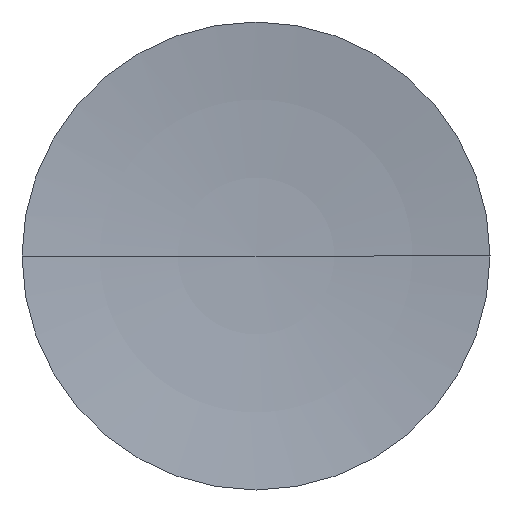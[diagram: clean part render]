
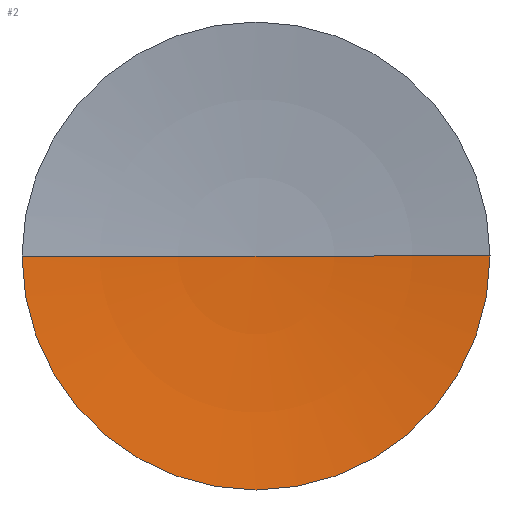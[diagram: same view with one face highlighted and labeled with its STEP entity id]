
A CAD part, left-side view. The second image highlights one B-rep face of the part: STEP entity #2.
In plain terms, the highlighted toroidal (fillet/blend) face has major radius 0.006 mm and minor radius 20.65 mm.
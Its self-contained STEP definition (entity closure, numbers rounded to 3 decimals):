
#1 = ORIENTED_EDGE ( 'NONE', *, *, #132, .T. ) ;
#2 = ADVANCED_FACE ( 'NONE', ( #129 ), #44, .F. ) ;
#20 = VERTEX_POINT ( 'NONE', #97 ) ;
#30 = CARTESIAN_POINT ( 'NONE',  ( -22.15, -0.006, 0. ) ) ;
#31 = DIRECTION ( 'NONE',  ( 1., 0., 0. ) ) ;
#40 = CARTESIAN_POINT ( 'NONE',  ( -1.72, 0., 0. ) ) ;
#41 = AXIS2_PLACEMENT_3D ( 'NONE', #30, #93, #155 ) ;
#44 = TOROIDAL_SURFACE ( 'NONE', #79, -0.006, 20.65 ) ;
#52 = DIRECTION ( 'NONE',  ( 0., -1., 0. ) ) ;
#59 = EDGE_LOOP ( 'NONE', ( #63, #1, #80 ) ) ;
#63 = ORIENTED_EDGE ( 'NONE', *, *, #72, .F. ) ;
#68 = CIRCLE ( 'NONE', #41, 20.65 ) ;
#72 = EDGE_CURVE ( 'NONE', #158, #111, #82, .T. ) ;
#79 = AXIS2_PLACEMENT_3D ( 'NONE', #157, #140, #189 ) ;
#80 = ORIENTED_EDGE ( 'NONE', *, *, #169, .F. ) ;
#82 = CIRCLE ( 'NONE', #195, 3. ) ;
#90 = CARTESIAN_POINT ( 'NONE',  ( -1.72, -3., 0. ) ) ;
#93 = DIRECTION ( 'NONE',  ( 0., 0., -1. ) ) ;
#97 = CARTESIAN_POINT ( 'NONE',  ( -1.5, 0., 0. ) ) ;
#107 = CARTESIAN_POINT ( 'NONE',  ( -22.15, 0.006, 0. ) ) ;
#111 = VERTEX_POINT ( 'NONE', #199 ) ;
#122 = DIRECTION ( 'NONE',  ( 0., 1., 0. ) ) ;
#123 = AXIS2_PLACEMENT_3D ( 'NONE', #107, #152, #52 ) ;
#129 = FACE_OUTER_BOUND ( 'NONE', #59, .T. ) ;
#132 = EDGE_CURVE ( 'NONE', #158, #20, #150, .T. ) ;
#140 = DIRECTION ( 'NONE',  ( 1., 0., 0. ) ) ;
#150 = CIRCLE ( 'NONE', #123, 20.65 ) ;
#152 = DIRECTION ( 'NONE',  ( 0., 0., 1. ) ) ;
#155 = DIRECTION ( 'NONE',  ( -1., 0., 0. ) ) ;
#157 = CARTESIAN_POINT ( 'NONE',  ( -22.15, 0., 0. ) ) ;
#158 = VERTEX_POINT ( 'NONE', #90 ) ;
#169 = EDGE_CURVE ( 'NONE', #111, #20, #68, .T. ) ;
#189 = DIRECTION ( 'NONE',  ( 0., 1., 0. ) ) ;
#195 = AXIS2_PLACEMENT_3D ( 'NONE', #40, #31, #122 ) ;
#199 = CARTESIAN_POINT ( 'NONE',  ( -1.72, 3., 0. ) ) ;
